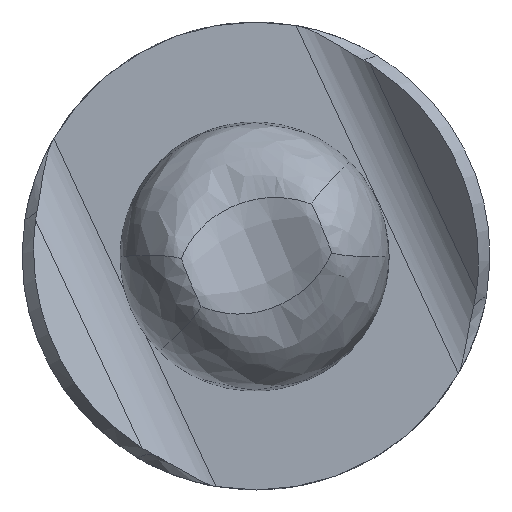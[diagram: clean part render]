
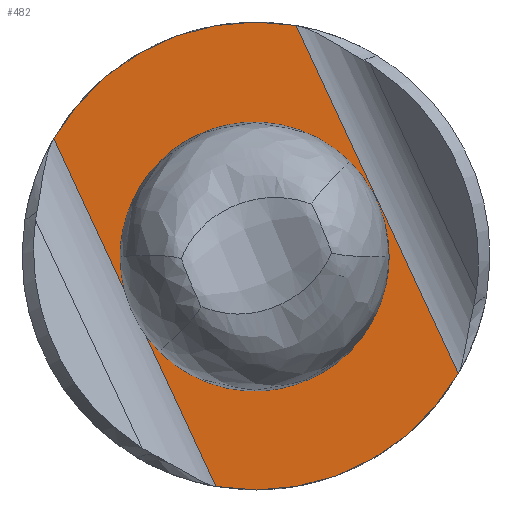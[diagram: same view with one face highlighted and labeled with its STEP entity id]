
A CAD part, top view. The second image highlights one B-rep face of the part: STEP entity #482.
In plain terms, the highlighted planar face has unit normal (0, 0, 1).
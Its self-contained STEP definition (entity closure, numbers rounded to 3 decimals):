
#70=FACE_BOUND('',#139,.T.);
#77=PLANE('',#545);
#105=FACE_OUTER_BOUND('',#138,.T.);
#138=EDGE_LOOP('',(#388,#389,#390,#391));
#139=EDGE_LOOP('',(#392));
#169=LINE('',#939,#182);
#170=LINE('',#940,#183);
#182=VECTOR('',#628,3.5);
#183=VECTOR('',#629,3.5);
#192=CIRCLE('',#523,22.75);
#196=CIRCLE('',#534,45.5);
#199=CIRCLE('',#543,45.5);
#210=VERTEX_POINT('',#681);
#221=VERTEX_POINT('',#758);
#222=VERTEX_POINT('',#760);
#233=VERTEX_POINT('',#878);
#234=VERTEX_POINT('',#880);
#259=EDGE_CURVE('',#210,#210,#192,.T.);
#273=EDGE_CURVE('',#222,#221,#196,.T.);
#289=EDGE_CURVE('',#234,#233,#199,.T.);
#293=EDGE_CURVE('',#234,#221,#169,.T.);
#294=EDGE_CURVE('',#222,#233,#170,.T.);
#388=ORIENTED_EDGE('',*,*,#293,.F.);
#389=ORIENTED_EDGE('',*,*,#289,.T.);
#390=ORIENTED_EDGE('',*,*,#294,.F.);
#391=ORIENTED_EDGE('',*,*,#273,.T.);
#392=ORIENTED_EDGE('',*,*,#259,.T.);
#482=ADVANCED_FACE('',(#105,#70),#77,.T.);
#523=AXIS2_PLACEMENT_3D('',#683,#578,#579);
#534=AXIS2_PLACEMENT_3D('',#761,#603,#604);
#543=AXIS2_PLACEMENT_3D('',#881,#622,#623);
#545=AXIS2_PLACEMENT_3D('',#938,#626,#627);
#578=DIRECTION('center_axis',(0.,0.,
-1.));
#579=DIRECTION('ref_axis',(1.,0.,0.));
#603=DIRECTION('center_axis',(0.,0.,
1.));
#604=DIRECTION('ref_axis',(0.423,-0.906,0.));
#622=DIRECTION('center_axis',(0.,0.,
1.));
#623=DIRECTION('ref_axis',(0.423,-0.906,0.));
#626=DIRECTION('center_axis',(0.,0.,
1.));
#627=DIRECTION('ref_axis',(0.423,-0.906,0.));
#628=DIRECTION('',(0.423,-0.906,0.));
#629=DIRECTION('',(-0.423,0.906,0.));
#681=CARTESIAN_POINT('',(-113.772,-50.211,10.317));
#683=CARTESIAN_POINT('Origin',(-91.022,-50.211,10.317));
#758=CARTESIAN_POINT('',(-51.677,-73.063,10.317));
#760=CARTESIAN_POINT('',(-98.807,-95.04,10.317));
#761=CARTESIAN_POINT('Origin',(-91.022,-50.211,10.317));
#878=CARTESIAN_POINT('',(-130.367,-27.359,10.317));
#880=CARTESIAN_POINT('',(-83.237,-5.382,10.317));
#881=CARTESIAN_POINT('Origin',(-91.022,-50.211,10.317));
#938=CARTESIAN_POINT('Origin',(-91.022,-50.211,10.317));
#939=CARTESIAN_POINT('',(-67.457,-39.223,10.317));
#940=CARTESIAN_POINT('',(-114.587,-61.2,10.317));
